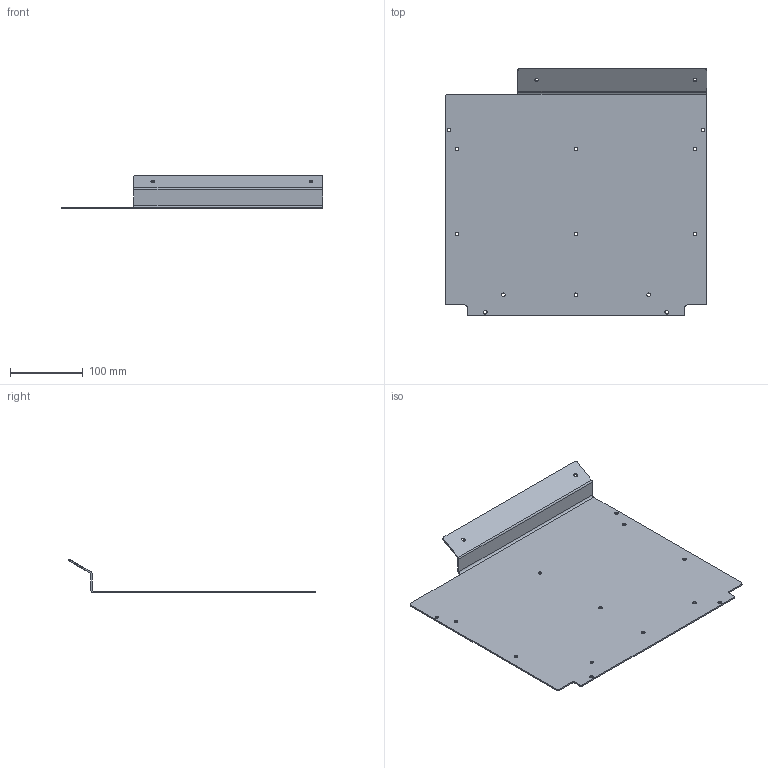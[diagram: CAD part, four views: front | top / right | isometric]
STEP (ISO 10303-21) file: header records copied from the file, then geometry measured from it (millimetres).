
FILE_DESCRIPTION(('STEP AP203'), '1');
FILE_NAME('ﾘ瑰 ﾂﾐﾓ _ TBM0131', '', ('UNSPECIFIED'), ('UNSPECIFIED'), 'ASCON STEP Converter 1.6', 'ASCON Math Kernel', '');
FILE_SCHEMA(('CONFIG_CONTROL_DESIGN'));
Length unit declared in the file: millimetre
Products named in the file (1): TBM0131
Bounding box: 360 x 341.04 x 46.5 mm (x, y, z)
Volume: 250946.6 mm3; surface area: 254314.4 mm2
Topology: 1 solids, 1 shells, 51 faces, 131 edges, 82 vertices
Faces by surface type: cylinder 28, plane 23
Full cylindrical faces by diameter (mm): 5 x15
Entity records: 1999 total; most frequent: DIRECTION 278, CARTESIAN_POINT 251, ORIENTED_EDGE 232, EDGE_CURVE 116, AXIS2_PLACEMENT_3D 109, EDGE_LOOP 96, VERTEX_POINT 82, FACE_BOUND 66
